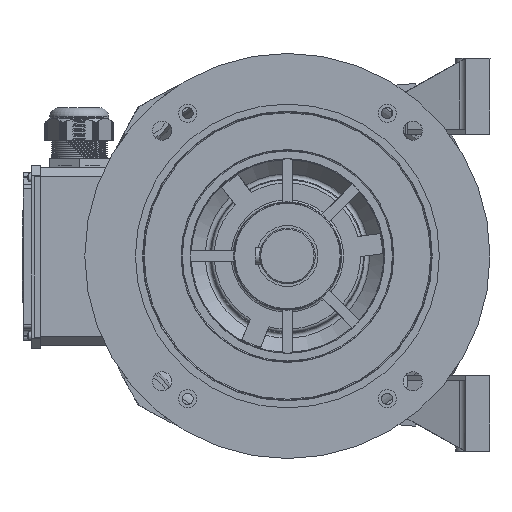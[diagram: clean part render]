
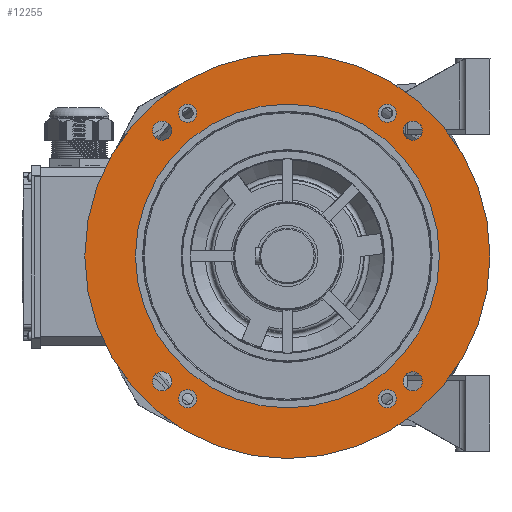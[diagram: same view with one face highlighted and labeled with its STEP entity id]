
A CAD part, left-side view. The second image highlights one B-rep face of the part: STEP entity #12255.
In plain terms, the highlighted planar face has unit normal (-1, 0, 0).
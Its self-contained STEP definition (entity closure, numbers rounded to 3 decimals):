
#2359=FACE_BOUND('',#21331,.T.);
#2360=FACE_BOUND('',#21332,.T.);
#2361=FACE_BOUND('',#21333,.T.);
#2362=FACE_BOUND('',#21334,.T.);
#2363=FACE_BOUND('',#21335,.T.);
#2364=FACE_BOUND('',#21336,.T.);
#2365=FACE_BOUND('',#21337,.T.);
#2366=FACE_BOUND('',#21338,.T.);
#2367=FACE_BOUND('',#21339,.T.);
#2368=FACE_BOUND('',#21340,.T.);
#5476=PLANE('',#90078);
#8268=CIRCLE('',#89672,9.);
#8270=CIRCLE('',#89676,9.);
#8272=CIRCLE('',#89680,9.);
#8285=CIRCLE('',#89703,150.);
#8406=CIRCLE('',#89948,9.5);
#8417=CIRCLE('',#89972,9.5);
#8424=CIRCLE('',#89994,9.5);
#8458=CIRCLE('',#90069,9.5);
#8461=CIRCLE('',#90075,200.);
#8462=CIRCLE('',#90077,9.);
#12255=ADVANCED_FACE('',(#2359,#2360,#2361,#2362,#2363,#2364,#2365,#2366,
#2367,#2368),#5476,.T.);
#21331=EDGE_LOOP('',(#60061));
#21332=EDGE_LOOP('',(#60062));
#21333=EDGE_LOOP('',(#60063));
#21334=EDGE_LOOP('',(#60064));
#21335=EDGE_LOOP('',(#60065));
#21336=EDGE_LOOP('',(#60066));
#21337=EDGE_LOOP('',(#60067));
#21338=EDGE_LOOP('',(#60068));
#21339=EDGE_LOOP('',(#60069));
#21340=EDGE_LOOP('',(#60070));
#60061=ORIENTED_EDGE('',*,*,#82229,.T.);
#60062=ORIENTED_EDGE('',*,*,#82262,.T.);
#60063=ORIENTED_EDGE('',*,*,#82192,.T.);
#60064=ORIENTED_EDGE('',*,*,#82360,.T.);
#60065=ORIENTED_EDGE('',*,*,#81852,.T.);
#60066=ORIENTED_EDGE('',*,*,#81854,.T.);
#60067=ORIENTED_EDGE('',*,*,#82364,.T.);
#60068=ORIENTED_EDGE('',*,*,#81850,.T.);
#60069=ORIENTED_EDGE('',*,*,#81887,.F.);
#60070=ORIENTED_EDGE('',*,*,#82363,.F.);
#70617=VERTEX_POINT('',#154902);
#70619=VERTEX_POINT('',#154908);
#70621=VERTEX_POINT('',#154914);
#70648=VERTEX_POINT('',#155096);
#70861=VERTEX_POINT('',#156811);
#70886=VERTEX_POINT('',#156948);
#70904=VERTEX_POINT('',#157109);
#70959=VERTEX_POINT('',#157385);
#70962=VERTEX_POINT('',#157394);
#70963=VERTEX_POINT('',#157397);
#81850=EDGE_CURVE('',#70617,#70617,#8268,.T.);
#81852=EDGE_CURVE('',#70619,#70619,#8270,.T.);
#81854=EDGE_CURVE('',#70621,#70621,#8272,.T.);
#81887=EDGE_CURVE('',#70648,#70648,#8285,.T.);
#82192=EDGE_CURVE('',#70861,#70861,#8406,.T.);
#82229=EDGE_CURVE('',#70886,#70886,#8417,.T.);
#82262=EDGE_CURVE('',#70904,#70904,#8424,.T.);
#82360=EDGE_CURVE('',#70959,#70959,#8458,.T.);
#82363=EDGE_CURVE('',#70962,#70962,#8461,.T.);
#82364=EDGE_CURVE('',#70963,#70963,#8462,.T.);
#89672=AXIS2_PLACEMENT_3D('',#154901,#107960,#107961);
#89676=AXIS2_PLACEMENT_3D('',#154907,#107968,#107969);
#89680=AXIS2_PLACEMENT_3D('',#154913,#107976,#107977);
#89703=AXIS2_PLACEMENT_3D('',#155095,#108022,#108023);
#89948=AXIS2_PLACEMENT_3D('',#156810,#108595,#108596);
#89972=AXIS2_PLACEMENT_3D('',#156947,#108662,#108663);
#89994=AXIS2_PLACEMENT_3D('',#157108,#108725,#108726);
#90069=AXIS2_PLACEMENT_3D('',#157384,#108928,#108929);
#90075=AXIS2_PLACEMENT_3D('',#157393,#108940,#108941);
#90077=AXIS2_PLACEMENT_3D('',#157396,#108944,#108945);
#90078=AXIS2_PLACEMENT_3D('',#157398,#108946,#108947);
#107960=DIRECTION('',(1.,0.,0.));
#107961=DIRECTION('',(0.,1.,0.));
#107968=DIRECTION('',(1.,0.,0.));
#107969=DIRECTION('',(0.,1.,0.));
#107976=DIRECTION('',(1.,0.,0.));
#107977=DIRECTION('',(0.,1.,0.));
#108022=DIRECTION('',(-1.,0.,0.));
#108023=DIRECTION('',(0.,1.,0.));
#108595=DIRECTION('',(1.,0.,0.));
#108596=DIRECTION('',(0.,0.,1.));
#108662=DIRECTION('',(1.,0.,0.));
#108663=DIRECTION('',(0.,0.,1.));
#108725=DIRECTION('',(1.,0.,0.));
#108726=DIRECTION('',(0.,1.,0.));
#108928=DIRECTION('',(1.,0.,0.));
#108929=DIRECTION('',(0.,-1.,0.));
#108940=DIRECTION('',(1.,0.,0.));
#108941=DIRECTION('',(0.,1.,0.));
#108944=DIRECTION('',(1.,0.,0.));
#108945=DIRECTION('',(0.,1.,0.));
#108946=DIRECTION('',(-1.,0.,0.));
#108947=DIRECTION('',(0.,-1.,0.));
#154901=CARTESIAN_POINT('',(110.,-98.5,141.));
#154902=CARTESIAN_POINT('',(110.,-89.5,141.));
#154907=CARTESIAN_POINT('',(110.,98.5,-141.));
#154908=CARTESIAN_POINT('',(110.,107.5,-141.));
#154913=CARTESIAN_POINT('',(110.,-98.5,-141.));
#154914=CARTESIAN_POINT('',(110.,-89.5,-141.));
#155095=CARTESIAN_POINT('',(110.,0.,0.));
#155096=CARTESIAN_POINT('',(110.,150.,0.));
#156810=CARTESIAN_POINT('',(110.,-123.744,123.744));
#156811=CARTESIAN_POINT('',(110.,-123.744,133.244));
#156947=CARTESIAN_POINT('',(110.,123.744,123.744));
#156948=CARTESIAN_POINT('',(110.,123.744,133.244));
#157108=CARTESIAN_POINT('',(110.,123.744,-123.744));
#157109=CARTESIAN_POINT('',(110.,133.244,-123.744));
#157384=CARTESIAN_POINT('',(110.,-123.744,-123.744));
#157385=CARTESIAN_POINT('',(110.,-133.244,-123.744));
#157393=CARTESIAN_POINT('',(110.,0.,0.));
#157394=CARTESIAN_POINT('',(110.,200.,0.));
#157396=CARTESIAN_POINT('',(110.,98.5,141.));
#157397=CARTESIAN_POINT('',(110.,107.5,141.));
#157398=CARTESIAN_POINT('',(110.,-246.494,243.966));
